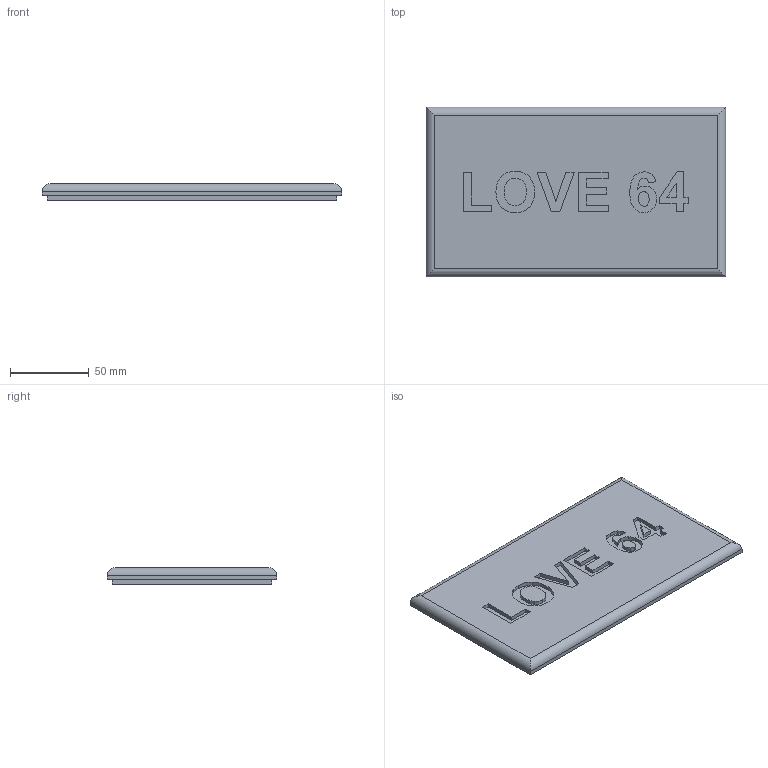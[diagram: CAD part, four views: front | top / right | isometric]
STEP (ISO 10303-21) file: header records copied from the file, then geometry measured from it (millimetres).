
FILE_DESCRIPTION(/* description */ ('','CAx-IF Rec.Pracs.---Representation and Presentation of Product Manufacturing Information (PMI)---4.0---2014-10-13'),/* implementation_level */ '2;1');
FILE_NAME(/* name */ 'Valentines Lid.step',/* time_stamp */ '2025-02-12T11:18:11-08:00',/* author */ (''),/* organization */ (''),/* preprocessor_version */ 'ST-DEVELOPER v20',/* originating_system */ 'Autodesk Translation Framework v13.20.0.188',/* authorisation */ '');
FILE_SCHEMA (('AP242_MANAGED_MODEL_BASED_3D_ENGINEERING_MIM_LF { 1 0 10303 442 1 1 4 }'));
Length unit declared in the file: inch
Products named in the file (1): Lid (printed)
Bounding box: 190.5 x 107.95 x 10.79 mm (x, y, z)
Volume: 208655.5 mm3; surface area: 47942 mm2
Topology: 1 solids, 1 shells, 105 faces, 275 edges, 182 vertices
Faces by surface type: plane 60, bspline 41, cylinder 4
Entity records: 3606 total; most frequent: CARTESIAN_POINT 1260, ORIENTED_EDGE 550, DIRECTION 327, EDGE_CURVE 275, LINE 189, VECTOR 189, VERTEX_POINT 182, EDGE_LOOP 115
